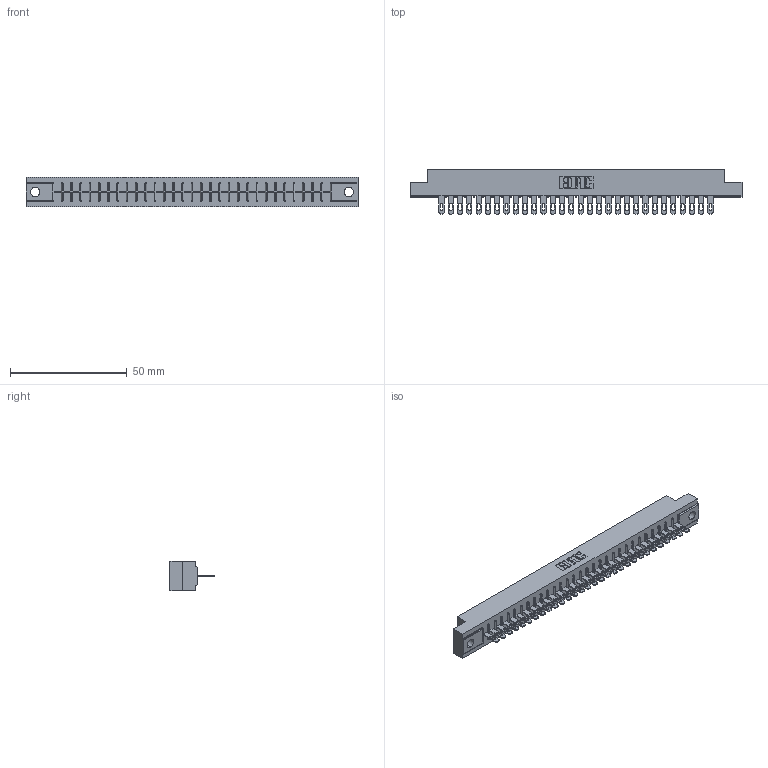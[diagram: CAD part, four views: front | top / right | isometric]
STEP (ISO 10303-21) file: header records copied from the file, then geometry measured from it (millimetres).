
FILE_DESCRIPTION (( 'STEP AP203' ), '1' );
FILE_NAME ('356-030-500-104.STEP', '2018-08-01T20:54:19', ( '' ), ( '' ), 'SwSTEP 2.0', 'SolidWorks 2016', '' );
FILE_SCHEMA (( 'CONFIG_CONTROL_DESIGN' ));
Length unit declared in the file: inch
Products named in the file (3): 306 Part_.156 Dia; 306-290-001_100; 356-030-500-104
Assembly tree (31 placements, depth 2):
  356-030-500-104
    306 Part_.156 Dia
    306-290-001_100  x30
Bounding box: 141.88 x 18.87 x 12.7 mm (x, y, z)
Volume: 15569 mm3; surface area: 16199.6 mm2
Topology: 31 solids, 31 shells, 2410 faces, 6802 edges, 4372 vertices
Faces by surface type: plane 1582, cylinder 708, sphere 120
Entity records: 30113 total; most frequent: CARTESIAN_POINT 5059, ORIENTED_EDGE 5012, DIRECTION 4982, EDGE_CURVE 2506, LINE 1960, VECTOR 1960, VERTEX_POINT 1588, AXIS2_PLACEMENT_3D 1511
